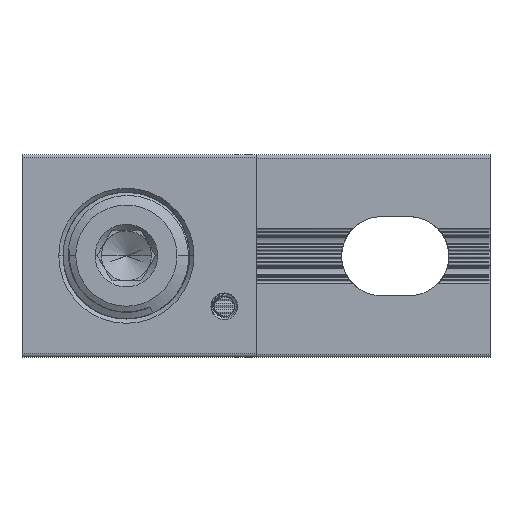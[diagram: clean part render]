
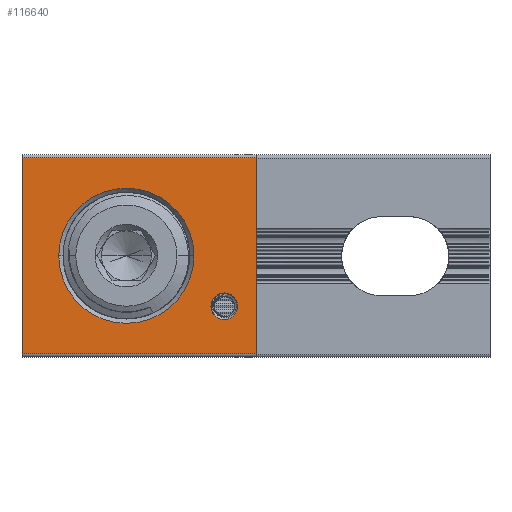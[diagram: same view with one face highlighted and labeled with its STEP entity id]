
A CAD part, top view. The second image highlights one B-rep face of the part: STEP entity #116640.
In plain terms, the highlighted planar face has unit normal (0, 0, 1).
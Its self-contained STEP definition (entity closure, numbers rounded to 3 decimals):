
#56750=CARTESIAN_POINT('',(-10.688,0.,-13.));
#56760=VERTEX_POINT('',#56750);
#56790=CARTESIAN_POINT('',(0.,0.,-13.));
#56800=DIRECTION('',(0.,-0.,-1.));
#56810=DIRECTION('',(1.,0.,0.));
#56820=AXIS2_PLACEMENT_3D('',#56790,#56800,#56810);
#56830=CIRCLE('',#56820,10.688);
#56840=CARTESIAN_POINT('',(10.688,0.,-13.));
#56850=VERTEX_POINT('',#56840);
#56860=EDGE_CURVE('',#56760,#56850,#56830,.T.);
#106990=CARTESIAN_POINT('',(-16.5,15.5,-13.));
#107000=VERTEX_POINT('',#106990);
#107030=CARTESIAN_POINT('',(-16.5,15.5,-13.));
#107040=DIRECTION('',(0.,-1.,0.));
#107050=VECTOR('',#107040,1.);
#107060=LINE('',#107030,#107050);
#107070=CARTESIAN_POINT('',(-16.5,-15.5,-13.));
#107080=VERTEX_POINT('',#107070);
#107090=EDGE_CURVE('',#107000,#107080,#107060,.T.);
#116140=CARTESIAN_POINT('',(-36.5,-15.5,-13.));
#116150=DIRECTION('',(0.,0.,1.));
#116160=DIRECTION('',(1.,0.,0.));
#116170=AXIS2_PLACEMENT_3D('',#116140,#116150,#116160);
#116180=PLANE('',#116170);
#116190=CARTESIAN_POINT('',(-16.5,15.5,-13.));
#116200=DIRECTION('',(1.,0.,0.));
#116210=VECTOR('',#116200,1.);
#116220=LINE('',#116190,#116210);
#116230=CARTESIAN_POINT('',(20.5,15.5,-13.));
#116240=VERTEX_POINT('',#116230);
#116250=EDGE_CURVE('',#107000,#116240,#116220,.T.);
#116260=ORIENTED_EDGE('',*,*,#116250,.F.);
#116270=CARTESIAN_POINT('',(20.5,15.5,-13.));
#116280=DIRECTION('',(0.,-1.,0.));
#116290=VECTOR('',#116280,1.);
#116300=LINE('',#116270,#116290);
#116310=CARTESIAN_POINT('',(20.5,-15.5,-13.));
#116320=VERTEX_POINT('',#116310);
#116330=EDGE_CURVE('',#116240,#116320,#116300,.T.);
#116340=ORIENTED_EDGE('',*,*,#116330,.F.);
#116350=CARTESIAN_POINT('',(20.5,-15.5,-13.));
#116360=DIRECTION('',(-1.,0.,0.));
#116370=VECTOR('',#116360,1.);
#116380=LINE('',#116350,#116370);
#116390=EDGE_CURVE('',#116320,#107080,#116380,.T.);
#116400=ORIENTED_EDGE('',*,*,#116390,.F.);
#116410=ORIENTED_EDGE('',*,*,#107090,.T.);
#116420=EDGE_LOOP('',(#116410,#116400,#116340,#116260));
#116430=FACE_OUTER_BOUND('',#116420,.T.);
#116440=ORIENTED_EDGE('',*,*,#56860,.T.);
#116450=EDGE_CURVE('',#56850,#56760,#56830,.T.);
#116460=ORIENTED_EDGE('',*,*,#116450,.T.);
#116470=EDGE_LOOP('',(#116460,#116440));
#116480=FACE_BOUND('',#116470,.T.);
#116490=CARTESIAN_POINT('',(15.5,-8.,-13.));
#116500=DIRECTION('',(0.,0.,-1.));
#116510=DIRECTION('',(1.,0.,0.));
#116520=AXIS2_PLACEMENT_3D('',#116490,#116500,#116510);
#116530=CIRCLE('',#116520,2.121);
#116540=CARTESIAN_POINT('',(13.379,-8.,-13.));
#116550=VERTEX_POINT('',#116540);
#116560=CARTESIAN_POINT('',(17.621,-8.,-13.));
#116570=VERTEX_POINT('',#116560);
#116580=EDGE_CURVE('',#116550,#116570,#116530,.T.);
#116590=ORIENTED_EDGE('',*,*,#116580,.T.);
#116600=EDGE_CURVE('',#116570,#116550,#116530,.T.);
#116610=ORIENTED_EDGE('',*,*,#116600,.T.);
#116620=EDGE_LOOP('',(#116610,#116590));
#116630=FACE_BOUND('',#116620,.T.);
#116640=ADVANCED_FACE('',(#116430,#116480,#116630),#116180,.T.);
